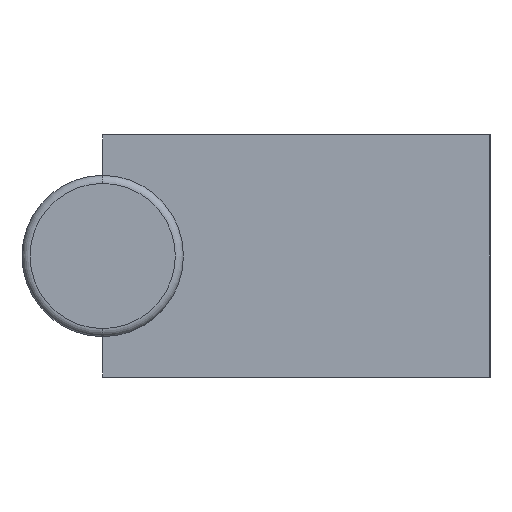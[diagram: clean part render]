
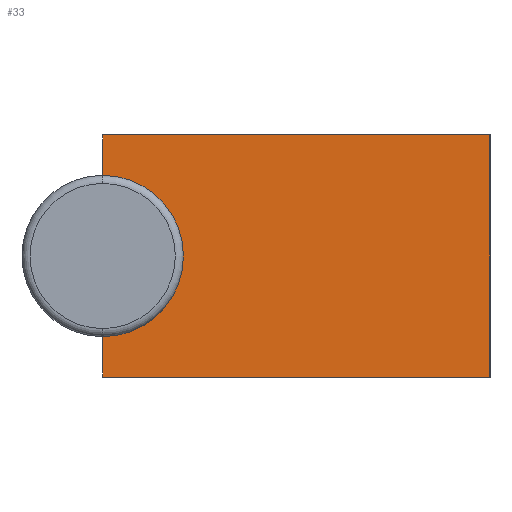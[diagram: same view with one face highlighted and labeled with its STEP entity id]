
A CAD part, left-side view. The second image highlights one B-rep face of the part: STEP entity #33.
In plain terms, the highlighted planar face has unit normal (-1, 0, 0).
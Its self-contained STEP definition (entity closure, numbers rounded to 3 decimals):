
#6 = CARTESIAN_POINT ( 'NONE',  ( -165., 24., 5. ) ) ;
#24 = VECTOR ( 'NONE', #407, 1000. ) ;
#30 = ORIENTED_EDGE ( 'NONE', *, *, #186, .F. ) ;
#33 = ADVANCED_FACE ( 'NONE', ( #828 ), #770, .F. ) ;
#34 = VERTEX_POINT ( 'NONE', #239 ) ;
#45 = EDGE_LOOP ( 'NONE', ( #369, #397, #505, #542, #739, #30 ) ) ;
#57 = VECTOR ( 'NONE', #69, 1000. ) ;
#69 = DIRECTION ( 'NONE',  ( 0., -1., 0. ) ) ;
#123 = LINE ( 'NONE', #451, #283 ) ;
#157 = DIRECTION ( 'NONE',  ( 0., 0., 1. ) ) ;
#180 = EDGE_CURVE ( 'NONE', #516, #34, #558, .T. ) ;
#186 = EDGE_CURVE ( 'NONE', #691, #34, #780, .T. ) ;
#191 = CIRCLE ( 'NONE', #243, 5. ) ;
#209 = CARTESIAN_POINT ( 'NONE',  ( -165., 24., 7.5 ) ) ;
#211 = VERTEX_POINT ( 'NONE', #882 ) ;
#239 = CARTESIAN_POINT ( 'NONE',  ( -165., 0., 7.5 ) ) ;
#243 = AXIS2_PLACEMENT_3D ( 'NONE', #638, #959, #933 ) ;
#246 = EDGE_CURVE ( 'NONE', #321, #211, #191, .T. ) ;
#247 = CARTESIAN_POINT ( 'NONE',  ( -165., 0., -7.5 ) ) ;
#249 = DIRECTION ( 'NONE',  ( 1., 0., 0. ) ) ;
#283 = VECTOR ( 'NONE', #751, 1000. ) ;
#321 = VERTEX_POINT ( 'NONE', #6 ) ;
#338 = EDGE_CURVE ( 'NONE', #321, #691, #764, .T. ) ;
#350 = CARTESIAN_POINT ( 'NONE',  ( -165., 24., -7.5 ) ) ;
#369 = ORIENTED_EDGE ( 'NONE', *, *, #338, .F. ) ;
#397 = ORIENTED_EDGE ( 'NONE', *, *, #246, .T. ) ;
#400 = CARTESIAN_POINT ( 'NONE',  ( -165., 24., -7.5 ) ) ;
#407 = DIRECTION ( 'NONE',  ( 0., -1., 0. ) ) ;
#420 = CARTESIAN_POINT ( 'NONE',  ( -165., 24., 7.5 ) ) ;
#446 = LINE ( 'NONE', #350, #57 ) ;
#451 = CARTESIAN_POINT ( 'NONE',  ( -165., 24., -7.5 ) ) ;
#452 = EDGE_CURVE ( 'NONE', #567, #211, #123, .T. ) ;
#505 = ORIENTED_EDGE ( 'NONE', *, *, #452, .F. ) ;
#516 = VERTEX_POINT ( 'NONE', #247 ) ;
#535 = VECTOR ( 'NONE', #157, 1000. ) ;
#542 = ORIENTED_EDGE ( 'NONE', *, *, #834, .T. ) ;
#558 = LINE ( 'NONE', #807, #749 ) ;
#567 = VERTEX_POINT ( 'NONE', #400 ) ;
#608 = AXIS2_PLACEMENT_3D ( 'NONE', #912, #249, #923 ) ;
#638 = CARTESIAN_POINT ( 'NONE',  ( -165., 24., 0. ) ) ;
#691 = VERTEX_POINT ( 'NONE', #420 ) ;
#739 = ORIENTED_EDGE ( 'NONE', *, *, #180, .T. ) ;
#748 = CARTESIAN_POINT ( 'NONE',  ( -165., 24., -7.5 ) ) ;
#749 = VECTOR ( 'NONE', #861, 1000. ) ;
#751 = DIRECTION ( 'NONE',  ( 0., 0., 1. ) ) ;
#764 = LINE ( 'NONE', #748, #535 ) ;
#770 = PLANE ( 'NONE',  #608 ) ;
#780 = LINE ( 'NONE', #209, #24 ) ;
#807 = CARTESIAN_POINT ( 'NONE',  ( -165., 0., -7.5 ) ) ;
#828 = FACE_OUTER_BOUND ( 'NONE', #45, .T. ) ;
#834 = EDGE_CURVE ( 'NONE', #567, #516, #446, .T. ) ;
#861 = DIRECTION ( 'NONE',  ( 0., 0., 1. ) ) ;
#882 = CARTESIAN_POINT ( 'NONE',  ( -165., 24., -5. ) ) ;
#912 = CARTESIAN_POINT ( 'NONE',  ( -165., 24., -7.5 ) ) ;
#923 = DIRECTION ( 'NONE',  ( 0., 0., -1. ) ) ;
#933 = DIRECTION ( 'NONE',  ( 0., 0., -1. ) ) ;
#959 = DIRECTION ( 'NONE',  ( 1., 0., 0. ) ) ;
